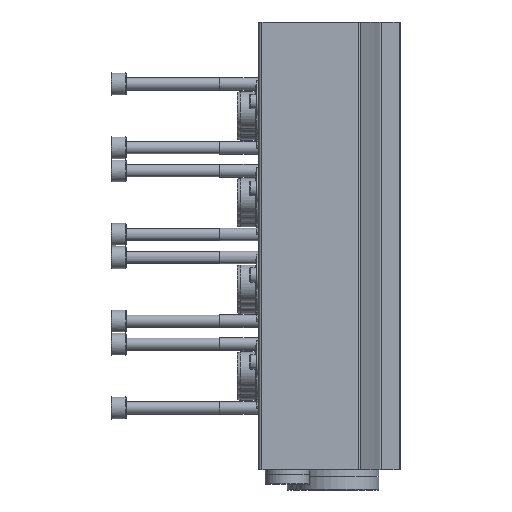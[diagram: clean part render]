
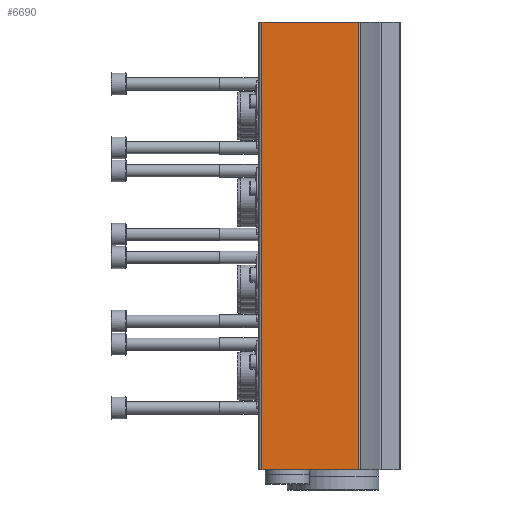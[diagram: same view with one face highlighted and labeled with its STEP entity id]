
A CAD part, left-side view. The second image highlights one B-rep face of the part: STEP entity #6690.
In plain terms, the highlighted planar face has unit normal (-1, 0, 0).
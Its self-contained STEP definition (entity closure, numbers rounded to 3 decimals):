
#221=PLANE('',#7212);
#912=ORIENTED_EDGE('',*,*,#2694,.F.);
#913=ORIENTED_EDGE('',*,*,#2693,.F.);
#914=ORIENTED_EDGE('',*,*,#2695,.T.);
#915=ORIENTED_EDGE('',*,*,#2696,.T.);
#2693=EDGE_CURVE('',#3584,#3582,#4212,.T.);
#2694=EDGE_CURVE('',#3582,#3585,#4213,.T.);
#2695=EDGE_CURVE('',#3584,#3586,#4214,.T.);
#2696=EDGE_CURVE('',#3586,#3585,#4215,.T.);
#3582=VERTEX_POINT('',#10529);
#3584=VERTEX_POINT('',#10533);
#3585=VERTEX_POINT('',#10537);
#3586=VERTEX_POINT('',#10539);
#4212=LINE('',#10534,#4694);
#4213=LINE('',#10536,#4695);
#4214=LINE('',#10538,#4696);
#4215=LINE('',#10540,#4697);
#4694=VECTOR('',#8078,1000.);
#4695=VECTOR('',#8081,1000.);
#4696=VECTOR('',#8082,1000.);
#4697=VECTOR('',#8083,1000.);
#5186=EDGE_LOOP('',(#912,#913,#914,#915));
#5873=FACE_BOUND('',#5186,.T.);
#6690=ADVANCED_FACE('',(#5873),#221,.T.);
#7212=AXIS2_PLACEMENT_3D('',#10535,#8079,#8080);
#8078=DIRECTION('',(0.,0.,1.));
#8079=DIRECTION('',(-1.,0.,0.));
#8080=DIRECTION('',(0.,0.,1.));
#8081=DIRECTION('',(0.,-1.,0.));
#8082=DIRECTION('',(0.,-1.,0.));
#8083=DIRECTION('',(0.,0.,1.));
#10529=CARTESIAN_POINT('',(-63.,44.,0.));
#10533=CARTESIAN_POINT('',(-63.,44.,-142.));
#10534=CARTESIAN_POINT('',(-63.,44.,-142.));
#10535=CARTESIAN_POINT('',(-63.,44.,-142.));
#10536=CARTESIAN_POINT('',(-63.,44.,0.));
#10537=CARTESIAN_POINT('',(-63.,13.354,0.));
#10538=CARTESIAN_POINT('',(-63.,44.,-142.));
#10539=CARTESIAN_POINT('',(-63.,13.354,-142.));
#10540=CARTESIAN_POINT('',(-63.,13.354,-142.));
